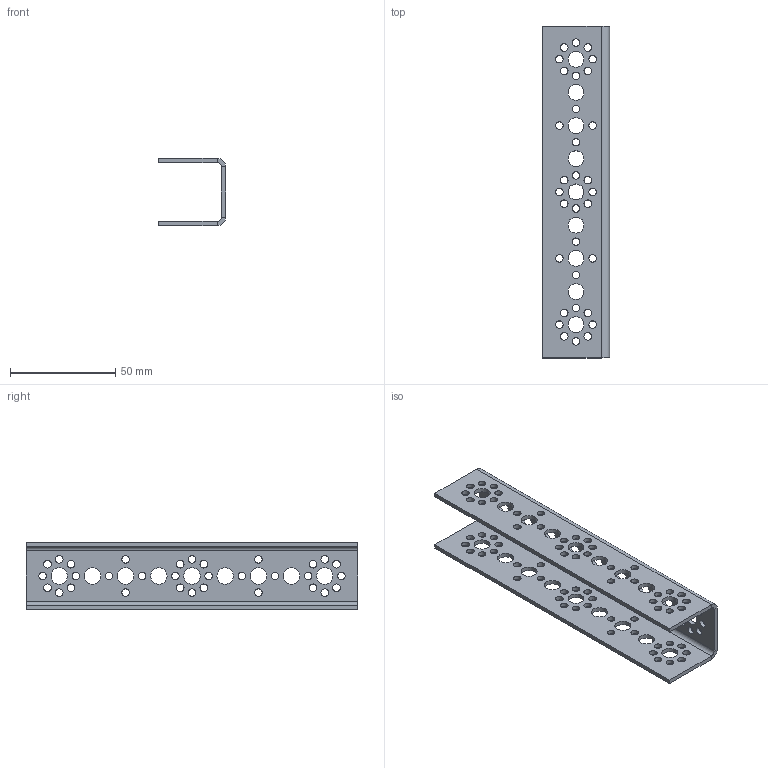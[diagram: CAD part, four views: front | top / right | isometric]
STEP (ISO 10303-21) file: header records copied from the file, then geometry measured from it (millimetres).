
FILE_DESCRIPTION(/* description */ (''),/* implementation_level */ '2;1');
FILE_NAME(/* name */ 'AL 15.8L Extrude.step',/* time_stamp */ '2025-11-30T13:22:41+05:30',/* author */ (''),/* organization */ (''),/* preprocessor_version */ 'ST-DEVELOPER v20.1',/* originating_system */ 'Autodesk Translation Framework v14.21.0.0',/* authorisation */ '');
FILE_SCHEMA (('AUTOMOTIVE_DESIGN { 1 0 10303 214 3 1 1 }'));
Length unit declared in the file: millimetre
Products named in the file (1): AL 15.8L Extrude
Bounding box: 32 x 158 x 32 mm (x, y, z)
Volume: 23810.7 mm3; surface area: 28272.5 mm2
Topology: 1 solids, 1 shells, 145 faces, 413 edges, 270 vertices
Faces by surface type: cylinder 127, plane 18
Full cylindrical faces by diameter (mm): 3.6 x96, 7.6 x18, 7.8 x9
Entity records: 5378 total; most frequent: DIRECTION 959, CARTESIAN_POINT 829, ORIENTED_EDGE 826, EDGE_CURVE 413, AXIS2_PLACEMENT_3D 400, EDGE_LOOP 391, VERTEX_POINT 270, CIRCLE 254
